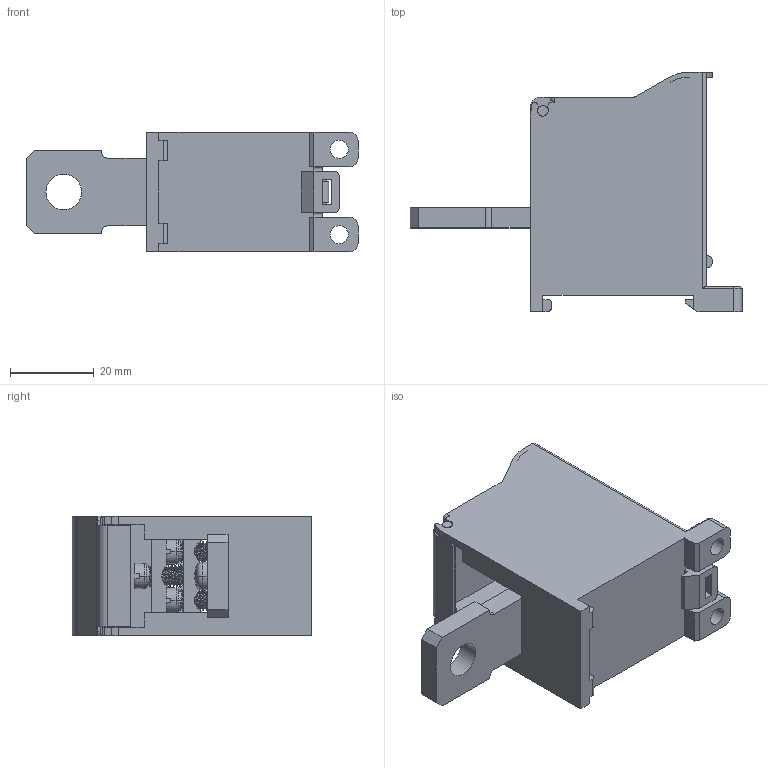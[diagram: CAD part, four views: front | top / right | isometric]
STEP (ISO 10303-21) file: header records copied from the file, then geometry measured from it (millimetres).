
FILE_DESCRIPTION((''),'2;1');
FILE_NAME('8YB754779-4','2023-05-30T',('ASUS'),(''),'PRO/ENGINEER BY PARAMETRIC TECHNOLOGY CORPORATION, 2013230','PRO/ENGINEER BY PARAMETRIC TECHNOLOGY CORPORATION, 2013230','');
FILE_SCHEMA(('CONFIG_CONTROL_DESIGN'));
Length unit declared in the file: millimetre
Products named in the file (1): 8YB754779-4
Bounding box: 79.2 x 57.2 x 28.5 mm (x, y, z)
Volume: 39864.7 mm3; surface area: 20904.6 mm2
Topology: 1 solids, 4 shells, 544 faces, 1668 edges, 1080 vertices
Faces by surface type: cylinder 218, plane 202, bspline 87, cone 15, torus 14, sphere 8
Entity records: 34022 total; most frequent: CARTESIAN_POINT 20044, ORIENTED_EDGE 3320, DIRECTION 2374, EDGE_CURVE 1660, VERTEX_POINT 1080, AXIS2_PLACEMENT_3D 803, VECTOR 768, LINE 768
